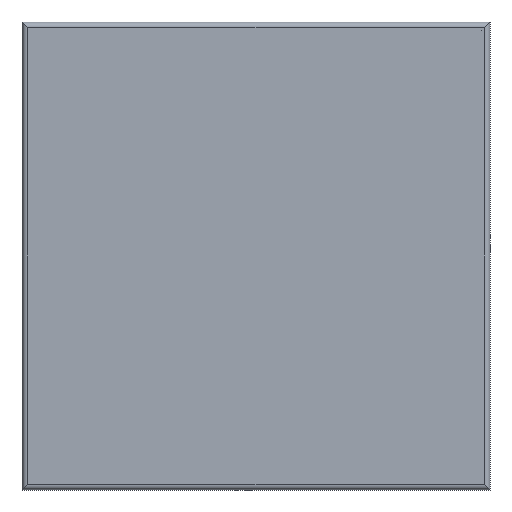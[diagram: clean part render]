
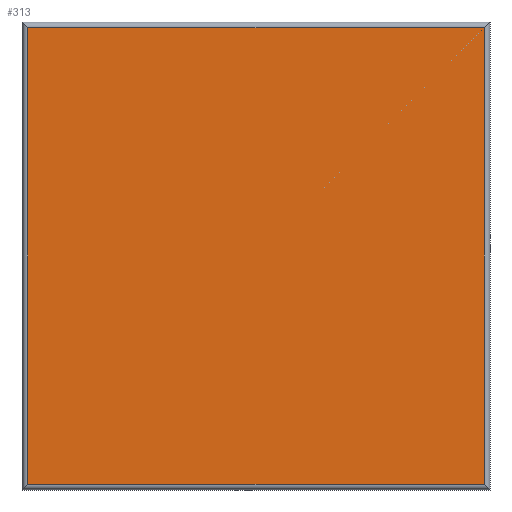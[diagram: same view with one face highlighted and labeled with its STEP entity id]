
A CAD part, front view. The second image highlights one B-rep face of the part: STEP entity #313.
In plain terms, the highlighted face is planar.
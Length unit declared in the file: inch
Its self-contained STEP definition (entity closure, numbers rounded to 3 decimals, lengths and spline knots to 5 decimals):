
#124=CARTESIAN_POINT('',(0.25,0.25,-1.5));
#125=VERTEX_POINT('',#124);
#126=CARTESIAN_POINT('',(19.75,0.25,-1.5));
#127=VERTEX_POINT('',#126);
#128=CARTESIAN_POINT('',(0.25,0.25,-1.5));
#129=DIRECTION('',(1.0,0.0,0.0));
#130=VECTOR('',#129,19.5);
#131=LINE('',#128,#130);
#132=EDGE_CURVE('',#125,#127,#131,.T.);
#166=CARTESIAN_POINT('',(19.75,19.75,-1.5));
#167=VERTEX_POINT('',#166);
#168=CARTESIAN_POINT('',(19.75,0.25,-1.5));
#169=DIRECTION('',(0.0,1.0,0.0));
#170=VECTOR('',#169,19.5);
#171=LINE('',#168,#170);
#172=EDGE_CURVE('',#127,#167,#171,.T.);
#198=CARTESIAN_POINT('',(0.25,19.75,-1.5));
#199=VERTEX_POINT('',#198);
#200=CARTESIAN_POINT('',(19.75,19.75,-1.5));
#201=DIRECTION('',(-1.0,0.0,0.0));
#202=VECTOR('',#201,19.5);
#203=LINE('',#200,#202);
#204=EDGE_CURVE('',#167,#199,#203,.T.);
#230=CARTESIAN_POINT('',(0.25,19.75,-1.5));
#231=DIRECTION('',(0.0,-1.0,0.0));
#232=VECTOR('',#231,19.5);
#233=LINE('',#230,#232);
#234=EDGE_CURVE('',#199,#125,#233,.T.);
#302=CARTESIAN_POINT('',(0.0,20.0,-1.5));
#303=DIRECTION('',(0.0,0.0,-1.0));
#304=DIRECTION('',(-1.0,0.0,0.0));
#305=AXIS2_PLACEMENT_3D('',#302,#303,#304);
#306=PLANE('',#305);
#307=ORIENTED_EDGE('',*,*,#132,.F.);
#308=ORIENTED_EDGE('',*,*,#234,.F.);
#309=ORIENTED_EDGE('',*,*,#204,.F.);
#310=ORIENTED_EDGE('',*,*,#172,.F.);
#311=EDGE_LOOP('',(#307,#308,#309,#310));
#312=FACE_OUTER_BOUND('',#311,.T.);
#313=ADVANCED_FACE('',(#312),#306,.T.);
